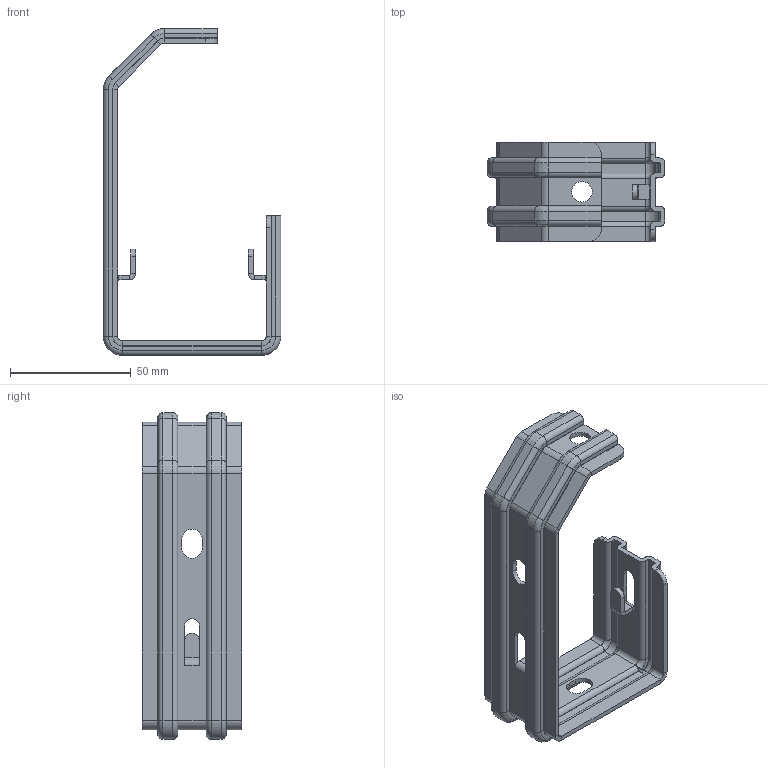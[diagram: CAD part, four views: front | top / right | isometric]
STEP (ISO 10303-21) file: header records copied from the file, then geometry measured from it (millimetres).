
FILE_DESCRIPTION(/* description */ (''),/* implementation_level */ '2;1');
FILE_NAME(/* name */ 'WSKS60.stp',/* time_stamp */ '2019-10-25T13:24:47+02:00',/* author */ ('grzegorz.niewiatowsk'),/* organization */ (''),/* preprocessor_version */ 'ST-DEVELOPER v18',/* originating_system */ 'Autodesk Inventor 2020',/* authorisation */ '');
FILE_SCHEMA (('AUTOMOTIVE_DESIGN { 1 0 10303 214 3 1 1 }'));
Length unit declared in the file: millimetre
Products named in the file (3): WSKS60 z bocznymi; WSKS60 z bocznymi_przetloczony; przetlocz 90stop
Assembly tree (3 placements, depth 2):
  WSKS60 z bocznymi
    WSKS60 z bocznymi_przetloczony
    przetlocz 90stop  x2
Bounding box: 73.48 x 41 x 135.18 mm (x, y, z)
Volume: 28864.8 mm3; surface area: 32676.2 mm2
Topology: 5 solids, 5 shells, 434 faces, 1135 edges, 740 vertices
Faces by surface type: plane 193, cylinder 153, torus 60, bspline 28
Full cylindrical faces by diameter (mm): 8.5 x1
Entity records: 12591 total; most frequent: CARTESIAN_POINT 2715, DIRECTION 2121, ORIENTED_EDGE 1986, EDGE_CURVE 993, AXIS2_PLACEMENT_3D 766, LINE 589, VECTOR 589, VERTEX_POINT 584
